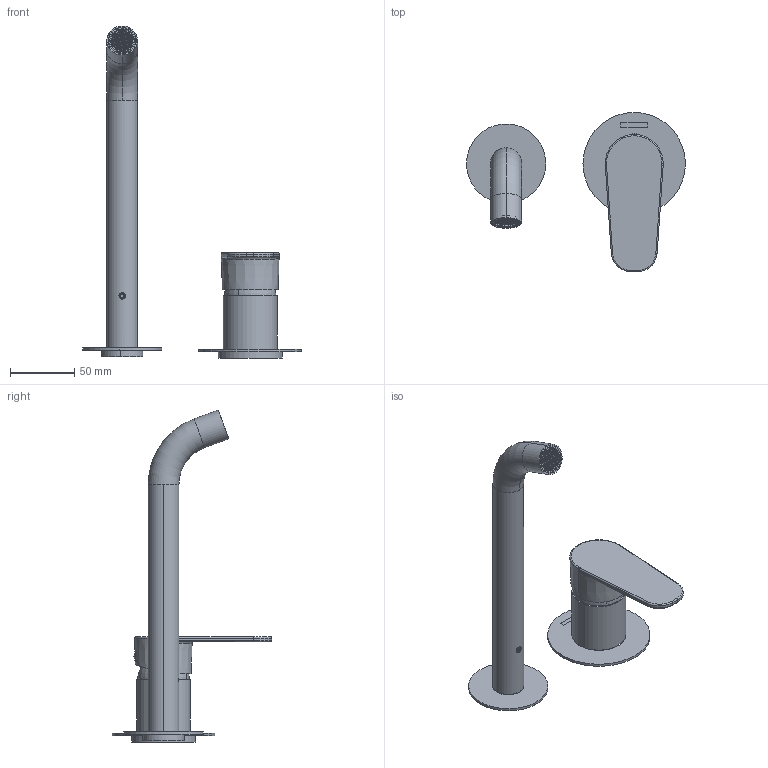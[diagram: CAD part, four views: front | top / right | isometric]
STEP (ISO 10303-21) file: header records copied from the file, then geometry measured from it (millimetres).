
FILE_DESCRIPTION (( 'STEP AP203' ), '1' );
FILE_NAME ('36AP01455.STEP', '2021-01-13T13:37:55', ( '' ), ( '' ), 'SwSTEP 2.0', 'SolidWorks 2018', '' );
FILE_SCHEMA (( 'CONFIG_CONTROL_DESIGN' ));
Length unit declared in the file: millimetre
Products named in the file (1): 36AP01455
Bounding box: 170.93 x 124.44 x 259.28 mm (x, y, z)
Volume: 76186.1 mm3; surface area: 89177.8 mm2
Topology: 12 solids, 12 shells, 1249 faces, 3137 edges, 2076 vertices
Faces by surface type: plane 1078, cylinder 115, cone 32, torus 20, bspline 2, sphere 2
Entity records: 37266 total; most frequent: CARTESIAN_POINT 6927, ORIENTED_EDGE 6270, DIRECTION 5917, EDGE_CURVE 3135, LINE 2769, VECTOR 2769, VERTEX_POINT 2076, AXIS2_PLACEMENT_3D 1574
